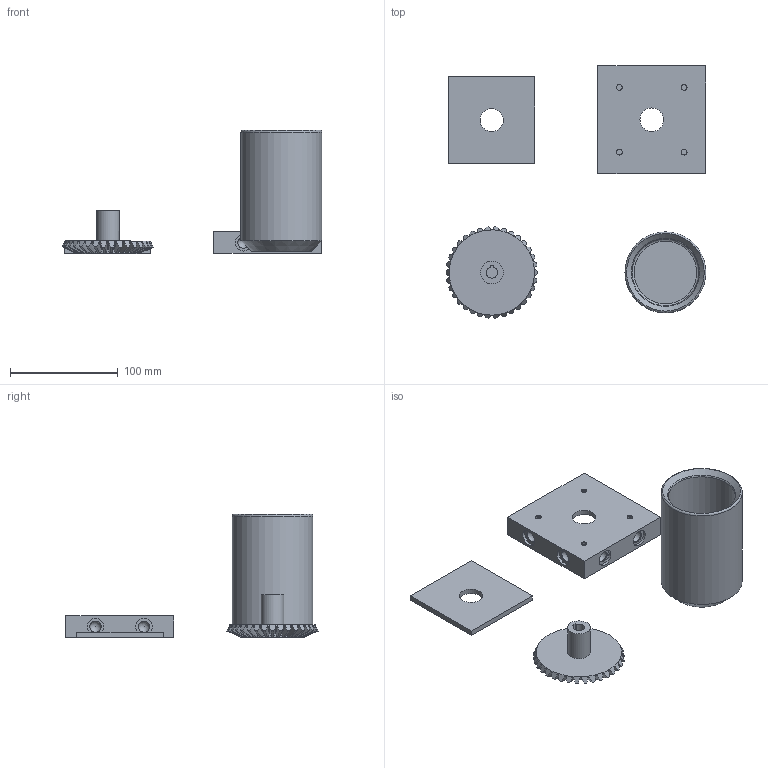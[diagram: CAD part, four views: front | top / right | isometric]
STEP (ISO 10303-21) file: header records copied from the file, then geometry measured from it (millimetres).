
FILE_DESCRIPTION(/* description */ ('STEP AP242','CAx-IF Rec.Pracs.---Representation and Presentation of Product Manufacturing Information (PMI)---4.0---2014-10-13','CAx-IF Rec.Pracs.---3D Tessellated Geometry---0.4---2014-09-14','2;1'),/* implementation_level */ '2;1');
FILE_NAME(/* name */ '68a2bae31fed7d5dca935454',/* time_stamp */ '2025-08-18T05:32:20Z',/* author */ (''),/* organization */ (''),/* preprocessor_version */ 'ST-DEVELOPER v20',/* originating_system */ 'ONSHAPE BY PTC INC, 1.202',/* authorisation */ ' ');
FILE_SCHEMA (('AP242_MANAGED_MODEL_BASED_3D_ENGINEERING_MIM_LF { 1 0 10303 442 1 1 4 }'));
Length unit declared in the file: metre
Products named in the file (5): print parts; Part 1; Tile Base; Part 2
Assembly tree (4 placements, depth 2):
  print parts
    Part 1
    Part 1
    Tile Base
    Part 2
Bounding box: 240.8 x 233.82 x 114.34 mm (x, y, z)
Volume: 386834.1 mm3; surface area: 119738.1 mm2
Topology: 4 solids, 4 shells, 300 faces, 807 edges, 538 vertices
Faces by surface type: bspline 136, cylinder 69, plane 46, cone 38, sphere 8, torus 3
Full cylindrical faces by diameter (mm): 5.3 x4, 6 x8, 10.5 x8, 15.5 x8, 21 x1, 21.5 x1, 22 x1, 55.319 x1, 62 x1, 75 x1
Entity records: 9877 total; most frequent: CARTESIAN_POINT 3931, ORIENTED_EDGE 1466, DIRECTION 738, EDGE_CURVE 733, VERTEX_POINT 513, B_SPLINE_CURVE_WITH_KNOTS 476, EDGE_LOOP 376, FACE_BOUND 376
